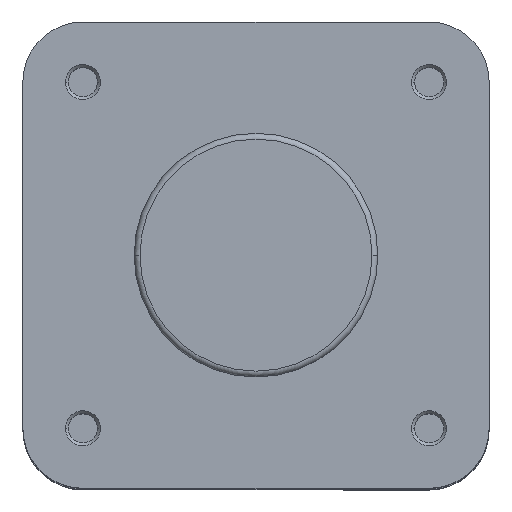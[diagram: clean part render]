
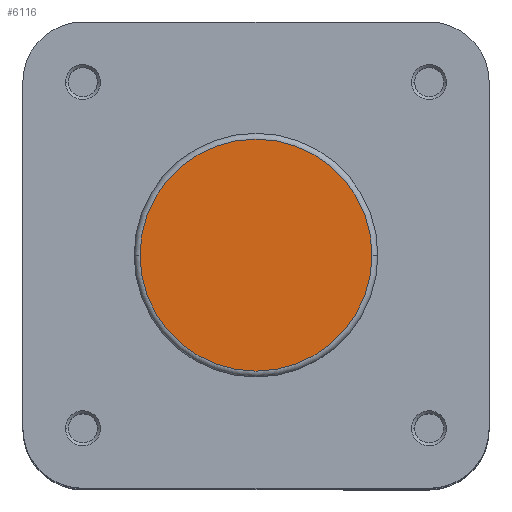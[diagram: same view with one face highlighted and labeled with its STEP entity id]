
A CAD part, top view. The second image highlights one B-rep face of the part: STEP entity #6116.
In plain terms, the highlighted planar face has unit normal (0, 0, 1).
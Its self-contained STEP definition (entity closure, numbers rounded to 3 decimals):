
#155 = ORIENTED_EDGE ( 'NONE', *, *, #1397, .T. ) ;
#156 = ORIENTED_EDGE ( 'NONE', *, *, #1584, .T. ) ;
#424 = EDGE_LOOP ( 'NONE', ( #156, #155 ) ) ;
#851 = CIRCLE ( 'NONE', #1728, 19.9 ) ;
#1110 = CIRCLE ( 'NONE', #1835, 19.9 ) ;
#1397 = EDGE_CURVE ( 'NONE', #3755, #3743, #851, .T. ) ;
#1584 = EDGE_CURVE ( 'NONE', #3743, #3755, #1110, .T. ) ;
#1728 = AXIS2_PLACEMENT_3D ( 'NONE', #4329, #4349, #4350 ) ;
#1835 = AXIS2_PLACEMENT_3D ( 'NONE', #2250, #2257, #2258 ) ;
#1869 = AXIS2_PLACEMENT_3D ( 'NONE', #2861, #2920, #2921 ) ;
#2250 = CARTESIAN_POINT ( 'NONE',  ( 0., 0., 0. ) ) ;
#2257 = DIRECTION ( 'NONE',  ( 0., 0., 1. ) ) ;
#2258 = DIRECTION ( 'NONE',  ( -1., 0., 0. ) ) ;
#2651 = CARTESIAN_POINT ( 'NONE',  ( -19.9, 0., 0. ) ) ;
#2663 = CARTESIAN_POINT ( 'NONE',  ( 19.9, 0., 0. ) ) ;
#2861 = CARTESIAN_POINT ( 'NONE',  ( 0., 20.9, 0. ) ) ;
#2888 = PLANE ( 'NONE',  #1869 ) ;
#2920 = DIRECTION ( 'NONE',  ( 0., 0., -1. ) ) ;
#2921 = DIRECTION ( 'NONE',  ( -1., 0., 0. ) ) ;
#3743 = VERTEX_POINT ( 'NONE', #2651 ) ;
#3755 = VERTEX_POINT ( 'NONE', #2663 ) ;
#4329 = CARTESIAN_POINT ( 'NONE',  ( 0., 0., 0. ) ) ;
#4349 = DIRECTION ( 'NONE',  ( 0., 0., 1. ) ) ;
#4350 = DIRECTION ( 'NONE',  ( -1., 0., 0. ) ) ;
#5086 = FACE_OUTER_BOUND ( 'NONE', #424, .T. ) ;
#6116 = ADVANCED_FACE ( 'NONE', ( #5086 ), #2888, .F. ) ;
